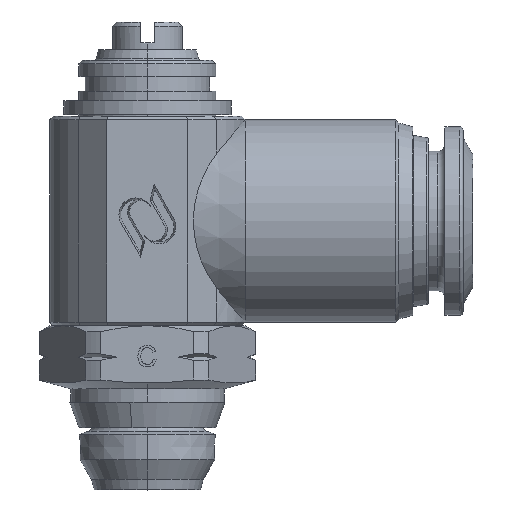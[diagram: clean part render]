
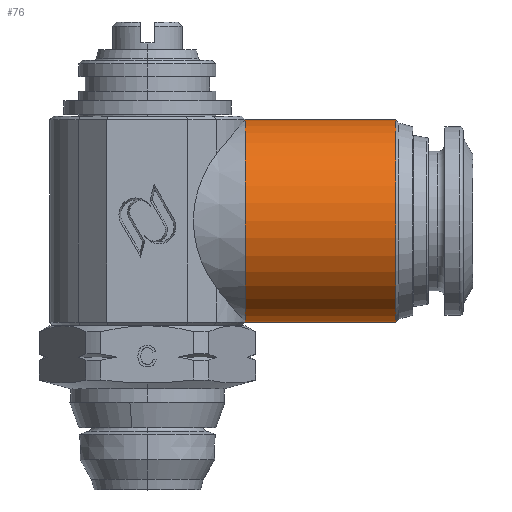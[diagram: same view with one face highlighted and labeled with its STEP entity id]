
A CAD part, top view. The second image highlights one B-rep face of the part: STEP entity #76.
In plain terms, the highlighted cylindrical face has radius 7.25 mm (diameter 14.5 mm), a partial arc.
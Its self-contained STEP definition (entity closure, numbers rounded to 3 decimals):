
#76 = ADVANCED_FACE ( 'NONE', ( #6753 ), #6762, .T. ) ;
#197 = EDGE_CURVE ( 'NONE', #9560, #9554, #684, .T. ) ;
#198 = EDGE_CURVE ( 'NONE', #9459, #9555, #685, .T. ) ;
#425 = CIRCLE ( 'NONE', #3919, 7.25 ) ;
#446 = CIRCLE ( 'NONE', #3924, 7.25 ) ;
#684 = LINE ( 'NONE', #2968, #687 ) ;
#685 = LINE ( 'NONE', #2969, #689 ) ;
#687 = VECTOR ( 'NONE', #2974, 1000. ) ;
#689 = VECTOR ( 'NONE', #2962, 1000. ) ;
#1518 = EDGE_CURVE ( 'NONE', #9459, #9560, #425, .T. ) ;
#1531 = EDGE_CURVE ( 'NONE', #9554, #9555, #446, .T. ) ;
#1558 = ORIENTED_EDGE ( 'NONE', *, *, #1518, .T. ) ;
#1559 = ORIENTED_EDGE ( 'NONE', *, *, #197, .T. ) ;
#1560 = ORIENTED_EDGE ( 'NONE', *, *, #1531, .T. ) ;
#1561 = ORIENTED_EDGE ( 'NONE', *, *, #198, .F. ) ;
#2962 = DIRECTION ( 'NONE',  ( 1., 0., 0. ) ) ;
#2968 = CARTESIAN_POINT ( 'NONE',  ( 24.501, 12., 0. ) ) ;
#2969 = CARTESIAN_POINT ( 'NONE',  ( 24.501, 26.5, 0. ) ) ;
#2974 = DIRECTION ( 'NONE',  ( 1., 0., 0. ) ) ;
#3638 = CARTESIAN_POINT ( 'NONE',  ( 7.001, 12., 0. ) ) ;
#3919 = AXIS2_PLACEMENT_3D ( 'NONE', #4695, #4696, #4697 ) ;
#3924 = AXIS2_PLACEMENT_3D ( 'NONE', #4726, #4727, #4728 ) ;
#4695 = CARTESIAN_POINT ( 'NONE',  ( 7.001, 19.25, 0. ) ) ;
#4696 = DIRECTION ( 'NONE',  ( 1., 0., 0. ) ) ;
#4697 = DIRECTION ( 'NONE',  ( 0., 1., 0. ) ) ;
#4726 = CARTESIAN_POINT ( 'NONE',  ( 17.768, 19.25, 0. ) ) ;
#4727 = DIRECTION ( 'NONE',  ( -1., 0., 0. ) ) ;
#4728 = DIRECTION ( 'NONE',  ( 0., -1., 0. ) ) ;
#5471 = DIRECTION ( 'NONE',  ( 0., 1., 0. ) ) ;
#5479 = DIRECTION ( 'NONE',  ( 1., 0., 0. ) ) ;
#5480 = CARTESIAN_POINT ( 'NONE',  ( 24.501, 19.25, 0. ) ) ;
#6753 = FACE_OUTER_BOUND ( 'NONE', #7312, .T. ) ;
#6762 = CYLINDRICAL_SURFACE ( 'NONE', #7160, 7.25 ) ;
#7160 = AXIS2_PLACEMENT_3D ( 'NONE', #5480, #5479, #5471 ) ;
#7312 = EDGE_LOOP ( 'NONE', ( #1558, #1559, #1560, #1561 ) ) ;
#8178 = CARTESIAN_POINT ( 'NONE',  ( 7.001, 26.5, 0. ) ) ;
#8271 = CARTESIAN_POINT ( 'NONE',  ( 17.768, 12., 0. ) ) ;
#8272 = CARTESIAN_POINT ( 'NONE',  ( 17.768, 26.5, 0. ) ) ;
#9459 = VERTEX_POINT ( 'NONE', #8178 ) ;
#9554 = VERTEX_POINT ( 'NONE', #8271 ) ;
#9555 = VERTEX_POINT ( 'NONE', #8272 ) ;
#9560 = VERTEX_POINT ( 'NONE', #3638 ) ;
